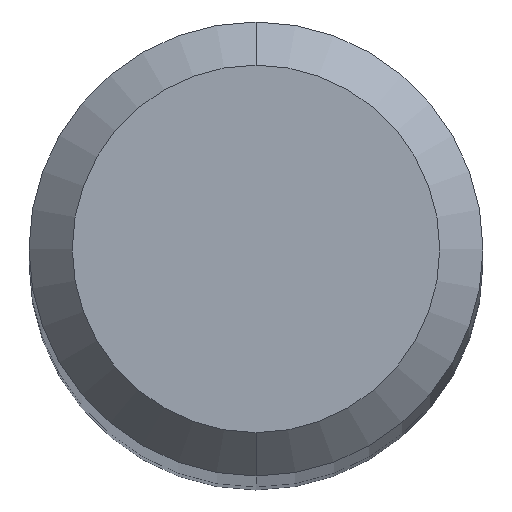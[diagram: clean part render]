
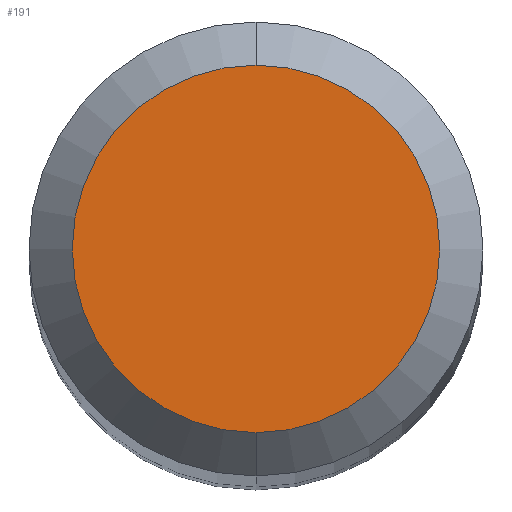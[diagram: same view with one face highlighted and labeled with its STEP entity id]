
A CAD part, top view. The second image highlights one B-rep face of the part: STEP entity #191.
In plain terms, the highlighted planar face has unit normal (0, 0, 1).
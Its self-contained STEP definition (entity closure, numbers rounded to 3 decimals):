
#10 = AXIS2_PLACEMENT_3D ( 'NONE', #266, #265, #190 ) ;
#16 = DIRECTION ( 'NONE',  ( 0., 1., 0. ) ) ;
#19 = EDGE_CURVE ( 'NONE', #27, #57, #221, .T. ) ;
#27 = VERTEX_POINT ( 'NONE', #189 ) ;
#36 = DIRECTION ( 'NONE',  ( 0., 0., -1. ) ) ;
#57 = VERTEX_POINT ( 'NONE', #60 ) ;
#59 = ORIENTED_EDGE ( 'NONE', *, *, #128, .F. ) ;
#60 = CARTESIAN_POINT ( 'NONE',  ( 0., -0.85, 38. ) ) ;
#65 = CARTESIAN_POINT ( 'NONE',  ( 0., 0., 38. ) ) ;
#89 = FACE_OUTER_BOUND ( 'NONE', #317, .T. ) ;
#128 = EDGE_CURVE ( 'NONE', #57, #27, #253, .T. ) ;
#135 = ORIENTED_EDGE ( 'NONE', *, *, #19, .F. ) ;
#139 = DIRECTION ( 'NONE',  ( 0., 1., 0. ) ) ;
#171 = AXIS2_PLACEMENT_3D ( 'NONE', #65, #246, #16 ) ;
#172 = PLANE ( 'NONE',  #171 ) ;
#189 = CARTESIAN_POINT ( 'NONE',  ( 0., 0.85, 38. ) ) ;
#190 = DIRECTION ( 'NONE',  ( 0., 1., 0. ) ) ;
#191 = ADVANCED_FACE ( 'NONE', ( #89 ), #172, .F. ) ;
#221 = CIRCLE ( 'NONE', #10, 0.85 ) ;
#226 = AXIS2_PLACEMENT_3D ( 'NONE', #235, #36, #139 ) ;
#235 = CARTESIAN_POINT ( 'NONE',  ( 0., 0., 38. ) ) ;
#246 = DIRECTION ( 'NONE',  ( 0., 0., -1. ) ) ;
#253 = CIRCLE ( 'NONE', #226, 0.85 ) ;
#265 = DIRECTION ( 'NONE',  ( 0., 0., -1. ) ) ;
#266 = CARTESIAN_POINT ( 'NONE',  ( 0., 0., 38. ) ) ;
#317 = EDGE_LOOP ( 'NONE', ( #135, #59 ) ) ;
